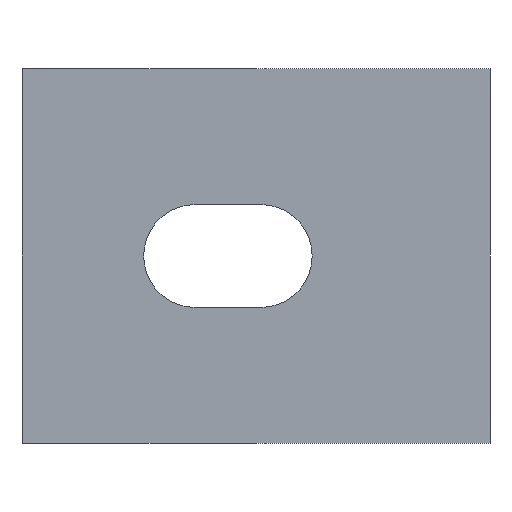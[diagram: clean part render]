
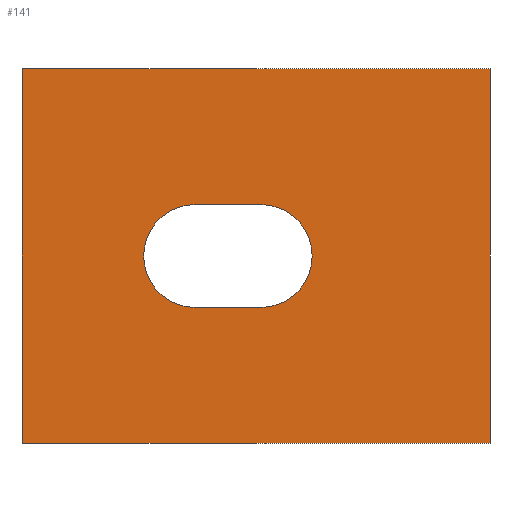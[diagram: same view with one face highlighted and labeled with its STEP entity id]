
A CAD part, left-side view. The second image highlights one B-rep face of the part: STEP entity #141.
In plain terms, the highlighted face is planar.
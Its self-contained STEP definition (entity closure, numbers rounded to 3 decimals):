
#1 = CARTESIAN_POINT ( 'NONE',  ( -5.5, 24.5, 0. ) ) ;
#33 = VECTOR ( 'NONE', #519, 1000. ) ;
#44 = VERTEX_POINT ( 'NONE', #865 ) ;
#53 = VERTEX_POINT ( 'NONE', #707 ) ;
#56 = ORIENTED_EDGE ( 'NONE', *, *, #317, .T. ) ;
#66 = AXIS2_PLACEMENT_3D ( 'NONE', #245, #612, #685 ) ;
#71 = DIRECTION ( 'NONE',  ( -1., 0., 0. ) ) ;
#87 = LINE ( 'NONE', #443, #138 ) ;
#109 = DIRECTION ( 'NONE',  ( 0., 0., 1. ) ) ;
#138 = VECTOR ( 'NONE', #732, 1000. ) ;
#141 = ADVANCED_FACE ( 'NONE', ( #166, #379 ), #672, .F. ) ;
#148 = CARTESIAN_POINT ( 'NONE',  ( -20., 0., 0. ) ) ;
#158 = VERTEX_POINT ( 'NONE', #753 ) ;
#161 = LINE ( 'NONE', #1, #746 ) ;
#165 = DIRECTION ( 'NONE',  ( 1., 0., 0. ) ) ;
#166 = FACE_BOUND ( 'NONE', #696, .T. ) ;
#168 = DIRECTION ( 'NONE',  ( 0., 0., 1. ) ) ;
#179 = VECTOR ( 'NONE', #509, 1000. ) ;
#194 = VECTOR ( 'NONE', #71, 1000. ) ;
#197 = CARTESIAN_POINT ( 'NONE',  ( -20., 50., 0. ) ) ;
#211 = LINE ( 'NONE', #724, #179 ) ;
#224 = LINE ( 'NONE', #148, #33 ) ;
#231 = CIRCLE ( 'NONE', #411, 5.5 ) ;
#245 = CARTESIAN_POINT ( 'NONE',  ( -20., 50., 0. ) ) ;
#264 = VERTEX_POINT ( 'NONE', #299 ) ;
#299 = CARTESIAN_POINT ( 'NONE',  ( 5.5, 31.5, 0. ) ) ;
#317 = EDGE_CURVE ( 'NONE', #158, #476, #211, .T. ) ;
#327 = ORIENTED_EDGE ( 'NONE', *, *, #347, .T. ) ;
#347 = EDGE_CURVE ( 'NONE', #494, #53, #87, .T. ) ;
#359 = CIRCLE ( 'NONE', #600, 5.5 ) ;
#360 = DIRECTION ( 'NONE',  ( 0., -1., 0. ) ) ;
#379 = FACE_OUTER_BOUND ( 'NONE', #695, .T. ) ;
#411 = AXIS2_PLACEMENT_3D ( 'NONE', #461, #168, #165 ) ;
#422 = LINE ( 'NONE', #197, #194 ) ;
#429 = DIRECTION ( 'NONE',  ( 0., 1., 0. ) ) ;
#443 = CARTESIAN_POINT ( 'NONE',  ( 20., 0., 0. ) ) ;
#446 = VECTOR ( 'NONE', #429, 1000. ) ;
#459 = ORIENTED_EDGE ( 'NONE', *, *, #650, .T. ) ;
#461 = CARTESIAN_POINT ( 'NONE',  ( 0., 24.5, 0. ) ) ;
#476 = VERTEX_POINT ( 'NONE', #529 ) ;
#492 = CARTESIAN_POINT ( 'NONE',  ( 5.5, 24.5, 0. ) ) ;
#494 = VERTEX_POINT ( 'NONE', #910 ) ;
#499 = VERTEX_POINT ( 'NONE', #789 ) ;
#509 = DIRECTION ( 'NONE',  ( 0., -1., 0. ) ) ;
#519 = DIRECTION ( 'NONE',  ( 1., 0., 0. ) ) ;
#529 = CARTESIAN_POINT ( 'NONE',  ( -20., 0., 0. ) ) ;
#556 = EDGE_CURVE ( 'NONE', #53, #158, #422, .T. ) ;
#600 = AXIS2_PLACEMENT_3D ( 'NONE', #721, #109, #855 ) ;
#608 = EDGE_CURVE ( 'NONE', #264, #44, #359, .T. ) ;
#611 = ORIENTED_EDGE ( 'NONE', *, *, #556, .T. ) ;
#612 = DIRECTION ( 'NONE',  ( 0., 0., -1. ) ) ;
#623 = ORIENTED_EDGE ( 'NONE', *, *, #608, .F. ) ;
#628 = ORIENTED_EDGE ( 'NONE', *, *, #858, .F. ) ;
#630 = EDGE_CURVE ( 'NONE', #929, #499, #231, .T. ) ;
#650 = EDGE_CURVE ( 'NONE', #476, #494, #224, .T. ) ;
#672 = PLANE ( 'NONE',  #66 ) ;
#685 = DIRECTION ( 'NONE',  ( -1., 0., 0. ) ) ;
#692 = LINE ( 'NONE', #492, #446 ) ;
#695 = EDGE_LOOP ( 'NONE', ( #56, #459, #327, #611 ) ) ;
#696 = EDGE_LOOP ( 'NONE', ( #628, #832, #729, #623 ) ) ;
#707 = CARTESIAN_POINT ( 'NONE',  ( 20., 50., 0. ) ) ;
#721 = CARTESIAN_POINT ( 'NONE',  ( 0., 31.5, 0. ) ) ;
#724 = CARTESIAN_POINT ( 'NONE',  ( -20., 0., 0. ) ) ;
#729 = ORIENTED_EDGE ( 'NONE', *, *, #737, .F. ) ;
#732 = DIRECTION ( 'NONE',  ( 0., 1., 0. ) ) ;
#737 = EDGE_CURVE ( 'NONE', #44, #929, #161, .T. ) ;
#746 = VECTOR ( 'NONE', #360, 1000. ) ;
#753 = CARTESIAN_POINT ( 'NONE',  ( -20., 50., 0. ) ) ;
#789 = CARTESIAN_POINT ( 'NONE',  ( 5.5, 24.5, 0. ) ) ;
#832 = ORIENTED_EDGE ( 'NONE', *, *, #630, .F. ) ;
#847 = CARTESIAN_POINT ( 'NONE',  ( -5.5, 24.5, 0. ) ) ;
#855 = DIRECTION ( 'NONE',  ( 1., 0., 0. ) ) ;
#858 = EDGE_CURVE ( 'NONE', #499, #264, #692, .T. ) ;
#865 = CARTESIAN_POINT ( 'NONE',  ( -5.5, 31.5, 0. ) ) ;
#910 = CARTESIAN_POINT ( 'NONE',  ( 20., 0., 0. ) ) ;
#929 = VERTEX_POINT ( 'NONE', #847 ) ;
